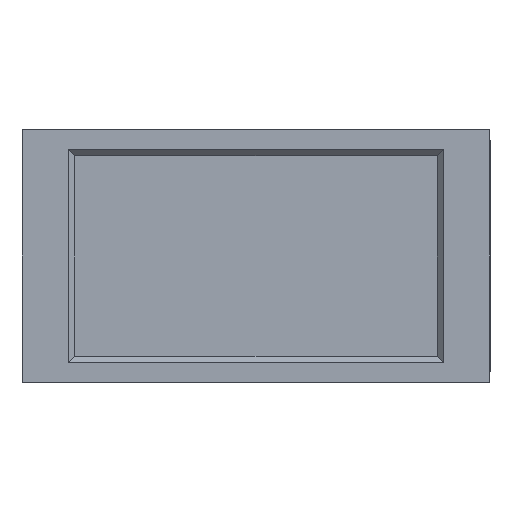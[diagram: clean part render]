
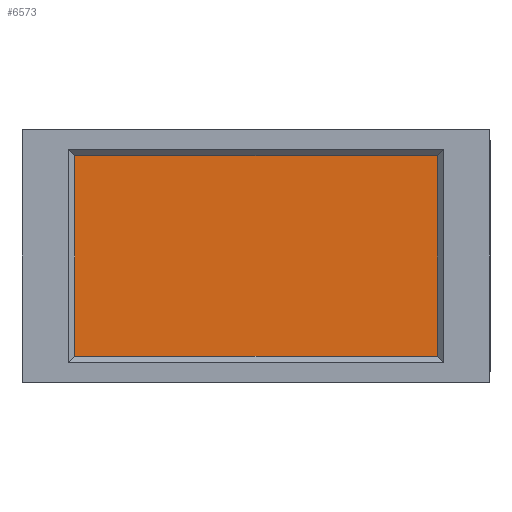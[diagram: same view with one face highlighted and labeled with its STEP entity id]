
A CAD part, left-side view. The second image highlights one B-rep face of the part: STEP entity #6573.
In plain terms, the highlighted planar face has unit normal (-1, 0, 0).
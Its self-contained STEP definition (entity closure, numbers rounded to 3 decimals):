
#45 = VERTEX_POINT ( 'NONE', #5230 ) ;
#382 = DIRECTION ( 'NONE',  ( 0., 1., 0. ) ) ;
#775 = ORIENTED_EDGE ( 'NONE', *, *, #7541, .T. ) ;
#991 = CARTESIAN_POINT ( 'NONE',  ( -94.433, 37.117, 0. ) ) ;
#1297 = VERTEX_POINT ( 'NONE', #2453 ) ;
#1683 = DIRECTION ( 'NONE',  ( -1., 0., 0. ) ) ;
#1743 = VECTOR ( 'NONE', #6977, 1000. ) ;
#1745 = EDGE_CURVE ( 'NONE', #1297, #4535, #7523, .T. ) ;
#1971 = LINE ( 'NONE', #991, #5350 ) ;
#2268 = DIRECTION ( 'NONE',  ( 0., 0., 1. ) ) ;
#2453 = CARTESIAN_POINT ( 'NONE',  ( -94.433, -37.118, 5.325 ) ) ;
#2592 = AXIS2_PLACEMENT_3D ( 'NONE', #4017, #1683, #2268 ) ;
#2824 = PLANE ( 'NONE',  #2592 ) ;
#3169 = FACE_OUTER_BOUND ( 'NONE', #6378, .T. ) ;
#3332 = DIRECTION ( 'NONE',  ( 0., 0., -1. ) ) ;
#3401 = VECTOR ( 'NONE', #382, 1000. ) ;
#3801 = CARTESIAN_POINT ( 'NONE',  ( -94.433, 0., 46.35 ) ) ;
#3950 = LINE ( 'NONE', #3801, #3401 ) ;
#4017 = CARTESIAN_POINT ( 'NONE',  ( -94.433, 0., 0. ) ) ;
#4187 = CARTESIAN_POINT ( 'NONE',  ( -94.433, 0., 5.325 ) ) ;
#4240 = CARTESIAN_POINT ( 'NONE',  ( -94.433, 37.117, 46.35 ) ) ;
#4535 = VERTEX_POINT ( 'NONE', #5508 ) ;
#4713 = DIRECTION ( 'NONE',  ( 0., -1., 0. ) ) ;
#4771 = LINE ( 'NONE', #4187, #5534 ) ;
#4980 = ORIENTED_EDGE ( 'NONE', *, *, #1745, .T. ) ;
#5195 = ORIENTED_EDGE ( 'NONE', *, *, #5434, .T. ) ;
#5216 = CARTESIAN_POINT ( 'NONE',  ( -94.433, -37.118, 0. ) ) ;
#5230 = CARTESIAN_POINT ( 'NONE',  ( -94.433, 37.117, 5.325 ) ) ;
#5349 = VERTEX_POINT ( 'NONE', #4240 ) ;
#5350 = VECTOR ( 'NONE', #3332, 1000. ) ;
#5434 = EDGE_CURVE ( 'NONE', #4535, #5349, #3950, .T. ) ;
#5508 = CARTESIAN_POINT ( 'NONE',  ( -94.433, -37.118, 46.35 ) ) ;
#5534 = VECTOR ( 'NONE', #4713, 1000. ) ;
#6109 = ORIENTED_EDGE ( 'NONE', *, *, #6314, .T. ) ;
#6314 = EDGE_CURVE ( 'NONE', #5349, #45, #1971, .T. ) ;
#6378 = EDGE_LOOP ( 'NONE', ( #775, #4980, #5195, #6109 ) ) ;
#6573 = ADVANCED_FACE ( 'NONE', ( #3169 ), #2824, .T. ) ;
#6977 = DIRECTION ( 'NONE',  ( 0., 0., 1. ) ) ;
#7523 = LINE ( 'NONE', #5216, #1743 ) ;
#7541 = EDGE_CURVE ( 'NONE', #45, #1297, #4771, .T. ) ;
